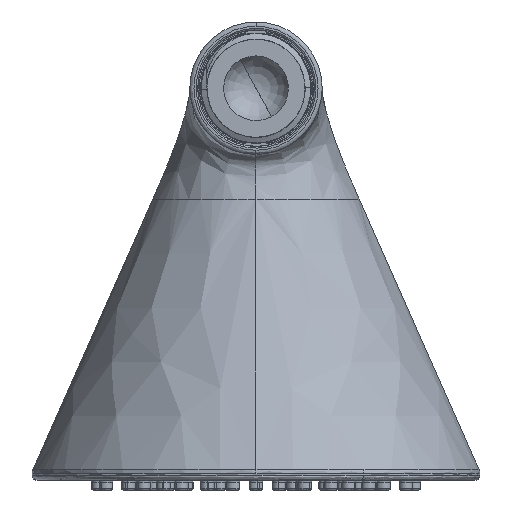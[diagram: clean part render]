
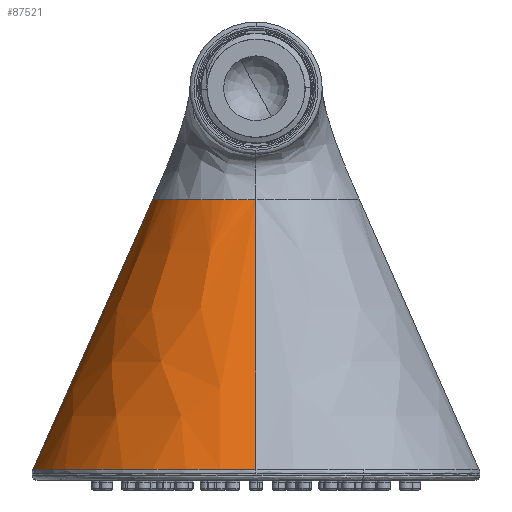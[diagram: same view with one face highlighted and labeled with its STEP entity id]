
A CAD part, left-side view. The second image highlights one B-rep face of the part: STEP entity #87521.
In plain terms, the highlighted free-form (B-spline) face has degree [5, 5] with [9, 6] control points.
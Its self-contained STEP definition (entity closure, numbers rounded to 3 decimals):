
#83126=CARTESIAN_POINT(' ',(0.,19.5,65.));
#83127=VERTEX_POINT(' ',#83126);
#84211=CARTESIAN_POINT(' ',(0.,19.5,65.));
#84216=CARTESIAN_POINT(' ',(-1.956,19.5,65.));
#84221=CARTESIAN_POINT(' ',(-3.909,19.223,65.));
#84226=CARTESIAN_POINT(' ',(-7.99,18.049,65.));
#84231=CARTESIAN_POINT(' ',(-10.074,17.041,65.));
#84236=CARTESIAN_POINT(' ',(-14.114,14.22,65.));
#84241=CARTESIAN_POINT(' ',(-15.959,12.291,65.));
#84246=CARTESIAN_POINT(' ',(-19.36,7.131,65.));
#84251=CARTESIAN_POINT(' ',(-20.429,3.736,65.));
#84256=CARTESIAN_POINT(' ',(-20.502,0.239,65.));
#84261=CARTESIAN_POINT(' ',(-20.503,0.12,65.));
#84266=CARTESIAN_POINT(' ',(-20.503,0.,65.));
#84271=B_SPLINE_CURVE_WITH_KNOTS('',3,(#84211,#84216,#84221,#84226,#84231,#84236,#84241,#84246,#84251,#84256,#84261,#84266),.UNSPECIFIED.,.F.,.U.,(4,2,2,2,2,4),(0.,0.173,0.38,0.629,0.987,1.),.UNSPECIFIED.);
#84276=CARTESIAN_POINT(' ',(-20.503,0.,65.));
#84277=VERTEX_POINT(' ',#84276);
#84281=EDGE_CURVE(' ',#83127,#84277,#84271,.T.);
#87011=CARTESIAN_POINT(' ',(0.,42.089,14.054));
#87012=VERTEX_POINT(' ',#87011);
#87026=CARTESIAN_POINT(' ',(0.,42.089,14.054));
#87031=DIRECTION(' ',(0.,-0.405,0.914));
#87036=VECTOR(' ',#87031,1.);
#87041=LINE('',#87026,#87036);
#87046=EDGE_CURVE(' ',#87012,#83127,#87041,.T.);
#87106=CARTESIAN_POINT(' ',(0.,42.089,14.054));
#87111=CARTESIAN_POINT(' ',(0.,37.572,24.241));
#87116=CARTESIAN_POINT(' ',(0.,33.055,34.428));
#87121=CARTESIAN_POINT(' ',(0.,28.537,44.619));
#87126=CARTESIAN_POINT(' ',(0.,24.018,54.81));
#87131=CARTESIAN_POINT(' ',(0.,19.5,65.));
#87136=CARTESIAN_POINT(' ',(-6.635,42.089,14.054));
#87141=CARTESIAN_POINT(' ',(-6.04,37.572,24.241));
#87146=CARTESIAN_POINT(' ',(-5.419,33.055,34.428));
#87151=CARTESIAN_POINT(' ',(-4.771,28.537,44.619));
#87156=CARTESIAN_POINT(' ',(-4.096,24.018,54.81));
#87161=CARTESIAN_POINT(' ',(-3.395,19.5,65.));
#87166=CARTESIAN_POINT(' ',(-13.269,40.783,14.054));
#87171=CARTESIAN_POINT(' ',(-12.073,36.365,24.24));
#87176=CARTESIAN_POINT(' ',(-10.827,31.959,34.426));
#87181=CARTESIAN_POINT(' ',(-9.531,27.564,44.617));
#87186=CARTESIAN_POINT(' ',(-8.186,23.182,54.808));
#87191=CARTESIAN_POINT(' ',(-6.791,18.812,65.));
#87196=CARTESIAN_POINT(' ',(-19.552,38.17,14.054));
#87201=CARTESIAN_POINT(' ',(-17.741,33.954,24.237));
#87206=CARTESIAN_POINT(' ',(-15.872,29.774,34.423));
#87211=CARTESIAN_POINT(' ',(-13.945,25.626,44.614));
#87216=CARTESIAN_POINT(' ',(-11.958,21.513,54.806));
#87221=CARTESIAN_POINT(' ',(-9.914,17.435,65.));
#87226=CARTESIAN_POINT(' ',(-30.744,30.627,14.053));
#87231=CARTESIAN_POINT(' ',(-27.768,27.08,24.233));
#87236=CARTESIAN_POINT(' ',(-24.738,23.609,34.417));
#87241=CARTESIAN_POINT(' ',(-21.655,20.211,44.609));
#87246=CARTESIAN_POINT(' ',(-18.518,16.888,54.803));
#87251=CARTESIAN_POINT(' ',(-15.328,13.641,65.));
#87256=CARTESIAN_POINT(' ',(-38.245,19.439,14.053));
#87261=CARTESIAN_POINT(' ',(-34.4,17.079,24.232));
#87266=CARTESIAN_POINT(' ',(-30.53,14.799,34.415));
#87271=CARTESIAN_POINT(' ',(-26.635,12.597,44.607));
#87276=CARTESIAN_POINT(' ',(-22.716,10.474,54.801));
#87281=CARTESIAN_POINT(' ',(-18.773,8.431,65.));
#87286=CARTESIAN_POINT(' ',(-40.835,13.178,14.053));
#87291=CARTESIAN_POINT(' ',(-36.672,11.54,24.232));
#87296=CARTESIAN_POINT(' ',(-32.501,9.968,34.416));
#87301=CARTESIAN_POINT(' ',(-28.318,8.46,44.608));
#87306=CARTESIAN_POINT(' ',(-24.127,7.017,54.802));
#87311=CARTESIAN_POINT(' ',(-19.926,5.64,65.));
#87316=CARTESIAN_POINT(' ',(-42.128,6.589,14.053));
#87321=CARTESIAN_POINT(' ',(-37.806,5.77,24.235));
#87326=CARTESIAN_POINT(' ',(-33.483,4.985,34.42));
#87331=CARTESIAN_POINT(' ',(-29.157,4.233,44.612));
#87336=CARTESIAN_POINT(' ',(-24.831,3.514,54.805));
#87341=CARTESIAN_POINT(' ',(-20.503,2.83,65.));
#87346=CARTESIAN_POINT(' ',(-42.128,0.,14.054));
#87351=CARTESIAN_POINT(' ',(-37.804,0.,24.241));
#87356=CARTESIAN_POINT(' ',(-33.48,0.,34.428));
#87361=CARTESIAN_POINT(' ',(-29.154,0.,44.619));
#87366=CARTESIAN_POINT(' ',(-24.828,0.,54.81));
#87371=CARTESIAN_POINT(' ',(-20.503,0.,65.));
#87376=B_SPLINE_SURFACE_WITH_KNOTS(' ',5,5,((#87106,#87111,#87116,#87121,#87126,#87131),(#87136,#87141,#87146,#87151,#87156,#87161),(#87166,#87171,#87176,#87181,#87186,#87191),(#87196,#87201,#87206,#87211,#87216,#87221),(#87226,#87231,#87236,#87241,#87246,#87251),(#87256,#87261,#87266,#87271,#87276,#87281),(#87286,#87291,#87296,#87301,#87306,#87311),(#87316,#87321,#87326,#87331,#87336,#87341),(#87346,#87351,#87356,#87361,#87366,#87371)),.UNSPECIFIED.,.F.,.F.,.U.,(6,3,6),(6,6),(135.088,168.861,202.633),(2.246,57.932),.UNSPECIFIED.);
#87381=CARTESIAN_POINT(' ',(-42.103,0.,14.114));
#87386=CARTESIAN_POINT(' ',(-42.102,3.806,14.114));
#87391=CARTESIAN_POINT(' ',(-41.583,7.602,14.11));
#87396=CARTESIAN_POINT(' ',(-39.546,14.93,14.097));
#87401=CARTESIAN_POINT(' ',(-38.027,18.456,14.09));
#87406=CARTESIAN_POINT(' ',(-33.705,25.628,14.075));
#87411=CARTESIAN_POINT(' ',(-30.703,29.154,14.068));
#87416=CARTESIAN_POINT(' ',(-23.726,35.065,14.06));
#87421=CARTESIAN_POINT(' ',(-19.752,37.449,14.058));
#87426=CARTESIAN_POINT(' ',(-11.952,40.536,14.055));
#87431=CARTESIAN_POINT(' ',(-8.215,41.456,14.055));
#87436=CARTESIAN_POINT(' ',(-2.953,42.011,14.054));
#87441=CARTESIAN_POINT(' ',(-1.479,42.089,14.054));
#87446=CARTESIAN_POINT(' ',(0.,42.089,14.054));
#87451=B_SPLINE_CURVE_WITH_KNOTS('',3,(#87381,#87386,#87391,#87396,#87401,#87406,#87411,#87416,#87421,#87426,#87431,#87436,#87441,#87446),.UNSPECIFIED.,.F.,.U.,(4,2,2,2,2,2,4),(0.,0.173,0.346,0.553,0.76,0.933,1.),.UNSPECIFIED.);
#87456=CARTESIAN_POINT(' ',(-42.103,0.,14.114));
#87457=VERTEX_POINT(' ',#87456);
#87461=EDGE_CURVE(' ',#87457,#87012,#87451,.T.);
#87466=ORIENTED_EDGE(' ',*,*,#87461,.F.);
#87471=CARTESIAN_POINT(' ',(-42.103,0.,14.114));
#87476=DIRECTION(' ',(0.391,0.,0.921));
#87481=VECTOR(' ',#87476,1.);
#87486=LINE('',#87471,#87481);
#87491=EDGE_CURVE(' ',#87457,#84277,#87486,.T.);
#87496=ORIENTED_EDGE(' ',*,*,#87491,.T.);
#87501=ORIENTED_EDGE(' ',*,*,#84281,.F.);
#87506=ORIENTED_EDGE(' ',*,*,#87046,.F.);
#87511=EDGE_LOOP(' ',(#87466,#87496,#87501,#87506));
#87516=FACE_OUTER_BOUND(' ',#87511,.T.);
#87521=ADVANCED_FACE('',(#87516),#87376,.T.);
